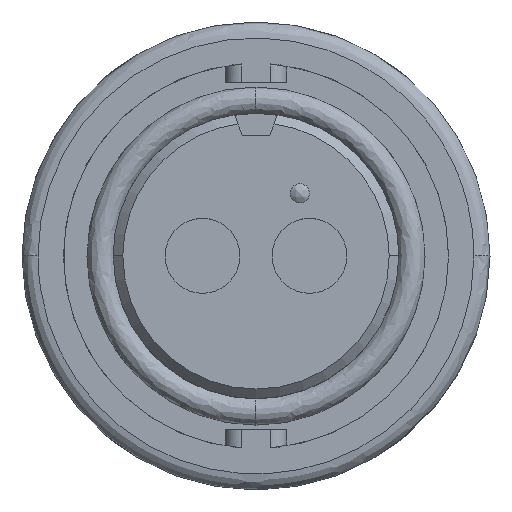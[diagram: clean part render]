
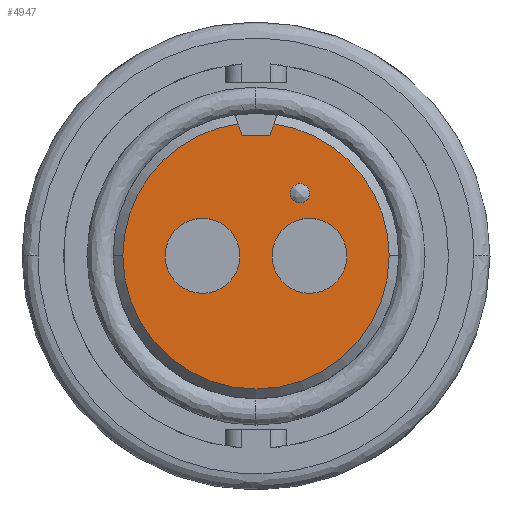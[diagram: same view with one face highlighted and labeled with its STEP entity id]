
A CAD part, top view. The second image highlights one B-rep face of the part: STEP entity #4947.
In plain terms, the highlighted planar face has unit normal (0, 0, 1).
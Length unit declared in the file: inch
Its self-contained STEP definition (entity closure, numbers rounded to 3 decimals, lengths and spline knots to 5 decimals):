
#112 = EDGE_CURVE ( 'NONE', #4772, #5449, #3393, .T. ) ;
#376 = DIRECTION ( 'NONE',  ( 0., 0., 1. ) ) ;
#438 = VERTEX_POINT ( 'NONE', #8499 ) ;
#531 = CARTESIAN_POINT ( 'NONE',  ( 0., 0., 0. ) ) ;
#889 = AXIS2_PLACEMENT_3D ( 'NONE', #12258, #4513, #13556 ) ;
#990 = EDGE_LOOP ( 'NONE', ( #10666, #13421 ) ) ;
#1026 = DIRECTION ( 'NONE',  ( 0., 0., 1. ) ) ;
#1053 = AXIS2_PLACEMENT_3D ( 'NONE', #531, #9583, #1843 ) ;
#1124 = DIRECTION ( 'NONE',  ( -1., 0., 0. ) ) ;
#1306 = AXIS2_PLACEMENT_3D ( 'NONE', #8106, #376, #9416 ) ;
#1340 = EDGE_CURVE ( 'NONE', #2308, #3244, #2550, .T. ) ;
#1570 = CARTESIAN_POINT ( 'NONE',  ( 0.02581, 0.225, 0. ) ) ;
#1754 = AXIS2_PLACEMENT_3D ( 'NONE', #6653, #15672, #7946 ) ;
#1788 = ORIENTED_EDGE ( 'NONE', *, *, #6438, .F. ) ;
#1843 = DIRECTION ( 'NONE',  ( -1., 0., 0. ) ) ;
#2024 = CARTESIAN_POINT ( 'NONE',  ( 0., 0.225, 0. ) ) ;
#2151 = CIRCLE ( 'NONE', #1306, 0.07 ) ;
#2247 = AXIS2_PLACEMENT_3D ( 'NONE', #3497, #12595, #1124 ) ;
#2308 = VERTEX_POINT ( 'NONE', #13779 ) ;
#2488 = EDGE_CURVE ( 'NONE', #5914, #6872, #2151, .T. ) ;
#2489 = CIRCLE ( 'NONE', #889, 0.07 ) ;
#2550 = CIRCLE ( 'NONE', #1754, 0.018 ) ;
#2610 = EDGE_LOOP ( 'NONE', ( #3716, #5028, #10028, #10167, #16695, #1788 ) ) ;
#2873 = DIRECTION ( 'NONE',  ( -0.342, -0.94, 0. ) ) ;
#2957 = EDGE_CURVE ( 'NONE', #4772, #7818, #13452, .T. ) ;
#3211 = DIRECTION ( 'NONE',  ( -0.342, 0.94, 0. ) ) ;
#3244 = VERTEX_POINT ( 'NONE', #8966 ) ;
#3393 = LINE ( 'NONE', #6709, #10250 ) ;
#3497 = CARTESIAN_POINT ( 'NONE',  ( 0., 0., 0. ) ) ;
#3716 = ORIENTED_EDGE ( 'NONE', *, *, #5051, .T. ) ;
#3822 = CIRCLE ( 'NONE', #9288, 0.07 ) ;
#4178 = CARTESIAN_POINT ( 'NONE',  ( 0., 0., 0. ) ) ;
#4513 = DIRECTION ( 'NONE',  ( 0., 0., 1. ) ) ;
#4541 = CARTESIAN_POINT ( 'NONE',  ( 0.02581, 0.225, 0. ) ) ;
#4692 = EDGE_CURVE ( 'NONE', #5685, #5449, #10605, .T. ) ;
#4755 = FACE_BOUND ( 'NONE', #13927, .T. ) ;
#4772 = VERTEX_POINT ( 'NONE', #10070 ) ;
#4779 = DIRECTION ( 'NONE',  ( 0., 0., -1. ) ) ;
#4947 = ADVANCED_FACE ( 'NONE', ( #4755, #12023, #15044, #8170 ), #8858, .F. ) ;
#5028 = ORIENTED_EDGE ( 'NONE', *, *, #2957, .F. ) ;
#5051 = EDGE_CURVE ( 'NONE', #9040, #7818, #14624, .T. ) ;
#5224 = CARTESIAN_POINT ( 'NONE',  ( 0.03371, 0.24671, 0. ) ) ;
#5237 = EDGE_CURVE ( 'NONE', #438, #5685, #9154, .T. ) ;
#5449 = VERTEX_POINT ( 'NONE', #9028 ) ;
#5502 = DIRECTION ( 'NONE',  ( -1., 0., 0. ) ) ;
#5685 = VERTEX_POINT ( 'NONE', #8304 ) ;
#5713 = CARTESIAN_POINT ( 'NONE',  ( -0.03, 0., 0. ) ) ;
#5802 = AXIS2_PLACEMENT_3D ( 'NONE', #7287, #16316, #8568 ) ;
#5914 = VERTEX_POINT ( 'NONE', #5713 ) ;
#6259 = CARTESIAN_POINT ( 'NONE',  ( 0.08207, 0.11687, 0. ) ) ;
#6438 = EDGE_CURVE ( 'NONE', #9040, #438, #15612, .T. ) ;
#6653 = CARTESIAN_POINT ( 'NONE',  ( 0.08207, 0.11687, 0. ) ) ;
#6709 = CARTESIAN_POINT ( 'NONE',  ( -0.02581, 0.225, 0. ) ) ;
#6872 = VERTEX_POINT ( 'NONE', #12238 ) ;
#6979 = CARTESIAN_POINT ( 'NONE',  ( 0.17, 0., 0. ) ) ;
#7287 = CARTESIAN_POINT ( 'NONE',  ( -0.1, 0., 0. ) ) ;
#7497 = ORIENTED_EDGE ( 'NONE', *, *, #14978, .F. ) ;
#7558 = DIRECTION ( 'NONE',  ( -1., 0., 0. ) ) ;
#7818 = VERTEX_POINT ( 'NONE', #4541 ) ;
#7946 = DIRECTION ( 'NONE',  ( -1., 0., 0. ) ) ;
#8106 = CARTESIAN_POINT ( 'NONE',  ( -0.1, 0., 0. ) ) ;
#8170 = FACE_BOUND ( 'NONE', #12512, .T. ) ;
#8304 = CARTESIAN_POINT ( 'NONE',  ( -0.249, 0., 0. ) ) ;
#8499 = CARTESIAN_POINT ( 'NONE',  ( 0.249, 0., 0. ) ) ;
#8568 = DIRECTION ( 'NONE',  ( 1., 0., 0. ) ) ;
#8763 = CARTESIAN_POINT ( 'NONE',  ( 0.1, 0., 0. ) ) ;
#8779 = EDGE_CURVE ( 'NONE', #6872, #5914, #10878, .T. ) ;
#8858 = PLANE ( 'NONE',  #2247 ) ;
#8955 = ORIENTED_EDGE ( 'NONE', *, *, #16230, .F. ) ;
#8966 = CARTESIAN_POINT ( 'NONE',  ( 0.10007, 0.11687, 0. ) ) ;
#9028 = CARTESIAN_POINT ( 'NONE',  ( -0.03371, 0.24671, 0. ) ) ;
#9040 = VERTEX_POINT ( 'NONE', #5224 ) ;
#9154 = CIRCLE ( 'NONE', #1053, 0.249 ) ;
#9288 = AXIS2_PLACEMENT_3D ( 'NONE', #8763, #1026, #10064 ) ;
#9314 = AXIS2_PLACEMENT_3D ( 'NONE', #6259, #15272, #7558 ) ;
#9416 = DIRECTION ( 'NONE',  ( 1., 0., 0. ) ) ;
#9583 = DIRECTION ( 'NONE',  ( 0., 0., -1. ) ) ;
#10028 = ORIENTED_EDGE ( 'NONE', *, *, #112, .T. ) ;
#10064 = DIRECTION ( 'NONE',  ( 1., 0., 0. ) ) ;
#10070 = CARTESIAN_POINT ( 'NONE',  ( -0.02581, 0.225, 0. ) ) ;
#10163 = AXIS2_PLACEMENT_3D ( 'NONE', #4178, #13212, #5502 ) ;
#10167 = ORIENTED_EDGE ( 'NONE', *, *, #4692, .F. ) ;
#10250 = VECTOR ( 'NONE', #3211, 39.37008 ) ;
#10605 = CIRCLE ( 'NONE', #12604, 0.249 ) ;
#10666 = ORIENTED_EDGE ( 'NONE', *, *, #2488, .F. ) ;
#10878 = CIRCLE ( 'NONE', #5802, 0.07 ) ;
#12023 = FACE_OUTER_BOUND ( 'NONE', #2610, .T. ) ;
#12238 = CARTESIAN_POINT ( 'NONE',  ( -0.17, 0., 0. ) ) ;
#12242 = ORIENTED_EDGE ( 'NONE', *, *, #1340, .F. ) ;
#12258 = CARTESIAN_POINT ( 'NONE',  ( 0.1, 0., 0. ) ) ;
#12511 = CARTESIAN_POINT ( 'NONE',  ( 0., 0., 0. ) ) ;
#12512 = EDGE_LOOP ( 'NONE', ( #15239, #8955 ) ) ;
#12595 = DIRECTION ( 'NONE',  ( 0., 0., -1. ) ) ;
#12604 = AXIS2_PLACEMENT_3D ( 'NONE', #12511, #4779, #13805 ) ;
#12959 = EDGE_CURVE ( 'NONE', #13978, #15895, #3822, .T. ) ;
#13031 = VECTOR ( 'NONE', #16243, 39.37008 ) ;
#13212 = DIRECTION ( 'NONE',  ( 0., 0., -1. ) ) ;
#13421 = ORIENTED_EDGE ( 'NONE', *, *, #8779, .F. ) ;
#13452 = LINE ( 'NONE', #2024, #13031 ) ;
#13556 = DIRECTION ( 'NONE',  ( 1., 0., 0. ) ) ;
#13779 = CARTESIAN_POINT ( 'NONE',  ( 0.06407, 0.11687, 0. ) ) ;
#13805 = DIRECTION ( 'NONE',  ( -1., 0., 0. ) ) ;
#13927 = EDGE_LOOP ( 'NONE', ( #12242, #7497 ) ) ;
#13978 = VERTEX_POINT ( 'NONE', #6979 ) ;
#14213 = VECTOR ( 'NONE', #2873, 39.37008 ) ;
#14358 = CARTESIAN_POINT ( 'NONE',  ( 0.03, 0., 0. ) ) ;
#14624 = LINE ( 'NONE', #1570, #14213 ) ;
#14978 = EDGE_CURVE ( 'NONE', #3244, #2308, #15319, .T. ) ;
#15044 = FACE_BOUND ( 'NONE', #990, .T. ) ;
#15239 = ORIENTED_EDGE ( 'NONE', *, *, #12959, .F. ) ;
#15272 = DIRECTION ( 'NONE',  ( 0., 0., 1. ) ) ;
#15319 = CIRCLE ( 'NONE', #9314, 0.018 ) ;
#15612 = CIRCLE ( 'NONE', #10163, 0.249 ) ;
#15672 = DIRECTION ( 'NONE',  ( 0., 0., 1. ) ) ;
#15895 = VERTEX_POINT ( 'NONE', #14358 ) ;
#16230 = EDGE_CURVE ( 'NONE', #15895, #13978, #2489, .T. ) ;
#16243 = DIRECTION ( 'NONE',  ( 1., 0., 0. ) ) ;
#16316 = DIRECTION ( 'NONE',  ( 0., 0., 1. ) ) ;
#16695 = ORIENTED_EDGE ( 'NONE', *, *, #5237, .F. ) ;
